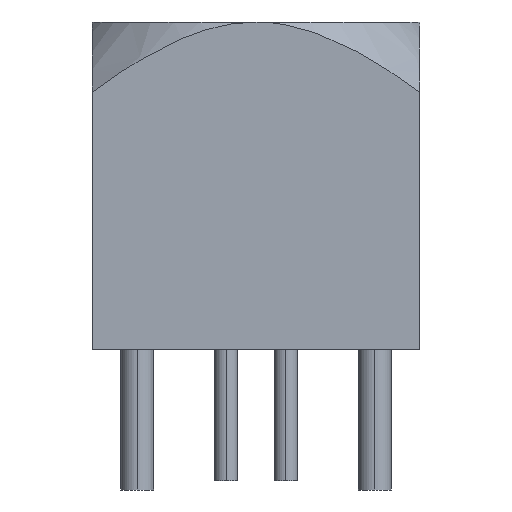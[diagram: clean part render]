
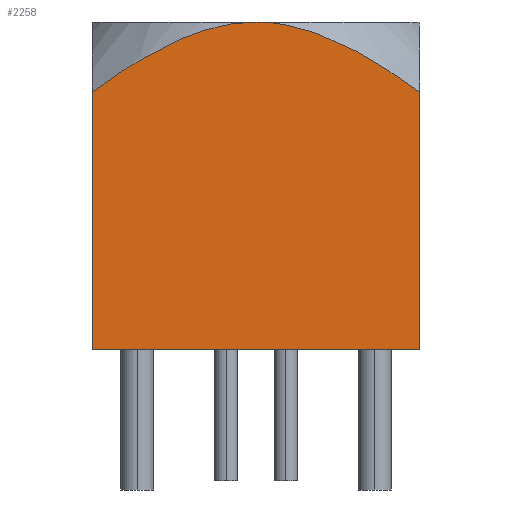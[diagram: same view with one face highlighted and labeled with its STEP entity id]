
A CAD part, left-side view. The second image highlights one B-rep face of the part: STEP entity #2258.
In plain terms, the highlighted planar face has unit normal (-1, 0, 0).
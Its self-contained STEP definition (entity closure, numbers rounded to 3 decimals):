
#2005=CARTESIAN_POINT('',(-3.5,-3.5,0.0));
#2006=VERTEX_POINT('',#2005);
#2013=CARTESIAN_POINT('',(-3.5,3.5,0.0));
#2014=VERTEX_POINT('',#2013);
#2015=CARTESIAN_POINT('',(-3.5,3.5,0.0));
#2016=DIRECTION('',(0.0,-1.0,0.0));
#2017=VECTOR('',#2016,7.0);
#2018=LINE('',#2015,#2017);
#2019=EDGE_CURVE('',#2014,#2006,#2018,.T.);
#2134=CARTESIAN_POINT('',(-3.5,0.,7.));
#2135=VERTEX_POINT('',#2134);
#2176=CARTESIAN_POINT('',(-3.5,-3.5,5.5));
#2177=VERTEX_POINT('',#2176);
#2191=CARTESIAN_POINT('',(-3.5,-3.5,0.0));
#2192=DIRECTION('',(0.0,0.0,1.0));
#2193=VECTOR('',#2192,5.5);
#2194=LINE('',#2191,#2193);
#2195=EDGE_CURVE('',#2006,#2177,#2194,.T.);
#2215=CARTESIAN_POINT('',(-3.5,-3.85,7.35));
#2216=DIRECTION('',(1.0,0.0,0.0));
#2217=DIRECTION('',(0.0,0.0,-1.0));
#2218=AXIS2_PLACEMENT_3D('',#2215,#2216,#2217);
#2219=PLANE('',#2218);
#2220=CARTESIAN_POINT('',(-3.5,3.5,5.5));
#2221=VERTEX_POINT('',#2220);
#2222=CARTESIAN_POINT('',(-3.5,0.,7.));
#2223=CARTESIAN_POINT('',(-3.5,1.45,7.));
#2224=CARTESIAN_POINT('',(-3.5,3.5,5.5));
#2232=(BOUNDED_CURVE()B_SPLINE_CURVE(2,(#2222,#2223,#2224),.UNSPECIFIED.,.F.,.U.)B_SPLINE_CURVE_WITH_KNOTS((3,3),(3.856,7.711),.UNSPECIFIED.)CURVE()GEOMETRIC_REPRESENTATION_ITEM()RATIONAL_B_SPLINE_CURVE((1.0,1.099,1.0))REPRESENTATION_ITEM(''));
#2233=EDGE_CURVE('',#2135,#2221,#2232,.T.);
#2234=ORIENTED_EDGE('',*,*,#2233,.T.);
#2235=CARTESIAN_POINT('',(-3.5,3.5,5.5));
#2236=DIRECTION('',(0.0,0.0,-1.0));
#2237=VECTOR('',#2236,5.5);
#2238=LINE('',#2235,#2237);
#2239=EDGE_CURVE('',#2221,#2014,#2238,.T.);
#2240=ORIENTED_EDGE('',*,*,#2239,.T.);
#2241=ORIENTED_EDGE('',*,*,#2019,.T.);
#2242=ORIENTED_EDGE('',*,*,#2195,.T.);
#2243=CARTESIAN_POINT('',(-3.5,-3.5,5.5));
#2244=CARTESIAN_POINT('',(-3.5,-1.45,7.));
#2245=CARTESIAN_POINT('',(-3.5,0.,7.));
#2253=(BOUNDED_CURVE()B_SPLINE_CURVE(2,(#2243,#2244,#2245),.UNSPECIFIED.,.F.,.U.)B_SPLINE_CURVE_WITH_KNOTS((3,3),(0.0,3.856),.UNSPECIFIED.)CURVE()GEOMETRIC_REPRESENTATION_ITEM()RATIONAL_B_SPLINE_CURVE((1.0,1.099,1.0))REPRESENTATION_ITEM(''));
#2254=EDGE_CURVE('',#2177,#2135,#2253,.T.);
#2255=ORIENTED_EDGE('',*,*,#2254,.T.);
#2256=EDGE_LOOP('',(#2234,#2240,#2241,#2242,#2255));
#2257=FACE_OUTER_BOUND('',#2256,.T.);
#2258=ADVANCED_FACE('',(#2257),#2219,.F.);
